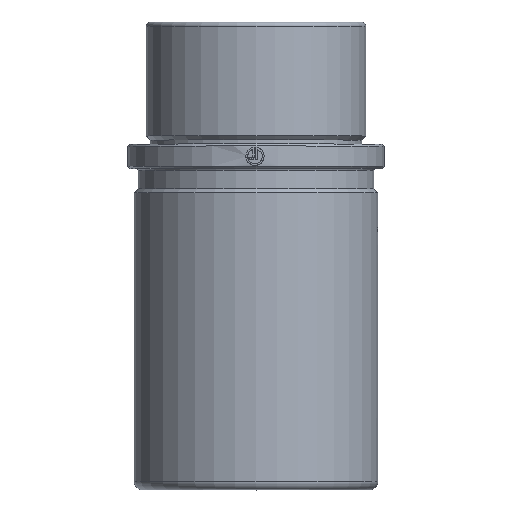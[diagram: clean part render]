
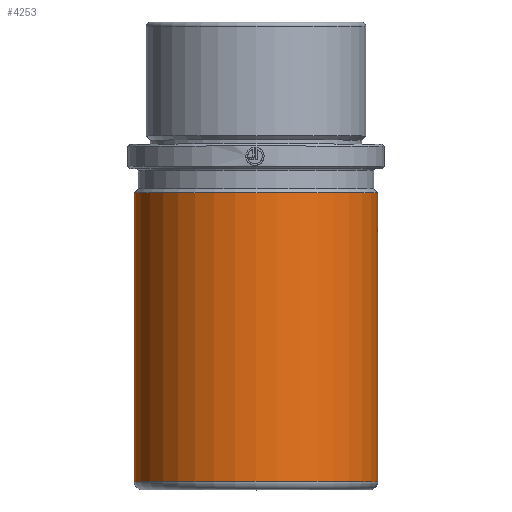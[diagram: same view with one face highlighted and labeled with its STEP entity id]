
A CAD part, top view. The second image highlights one B-rep face of the part: STEP entity #4253.
In plain terms, the highlighted cylindrical face has radius 30 mm (diameter 60 mm), a partial arc.
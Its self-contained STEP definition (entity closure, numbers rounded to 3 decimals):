
#121 = LINE ( 'NONE', #5961, #3078 ) ;
#237 = B_SPLINE_CURVE_WITH_KNOTS ( 'NONE', 3,
 ( #4532, #5147, #3429, #5259, #4557, #7703, #4016, #1571, #991, #1630, #3567, #5948, #477, #3483, #5279, #7835 ),
 .UNSPECIFIED., .F., .F.,
 ( 4, 2, 2, 2, 2, 2, 2, 4 ),
 ( 0.012, 0.012, 0.013, 0.013, 0.014, 0.014, 0.015, 0.016 ),
 .UNSPECIFIED. ) ;
#298 = ORIENTED_EDGE ( 'NONE', *, *, #5643, .T. ) ;
#299 = CARTESIAN_POINT ( 'NONE',  ( 29.897, 6.828, 2.484 ) ) ;
#477 = CARTESIAN_POINT ( 'NONE',  ( 29.916, 5.391, 2.246 ) ) ;
#572 = DIRECTION ( 'NONE',  ( 0., 1., 0. ) ) ;
#666 = EDGE_CURVE ( 'NONE', #951, #4779, #237, .T. ) ;
#949 = CARTESIAN_POINT ( 'NONE',  ( 29.98, 8.747, 1.107 ) ) ;
#951 = VERTEX_POINT ( 'NONE', #6284 ) ;
#991 = CARTESIAN_POINT ( 'NONE',  ( 29.955, 4.616, 1.652 ) ) ;
#1115 = CARTESIAN_POINT ( 'NONE',  ( 30., -55.5, 0. ) ) ;
#1298 = VERTEX_POINT ( 'NONE', #1115 ) ;
#1571 = CARTESIAN_POINT ( 'NONE',  ( 29.962, 4.511, 1.523 ) ) ;
#1630 = CARTESIAN_POINT ( 'NONE',  ( 29.941, 4.847, 1.882 ) ) ;
#1723 = DIRECTION ( 'NONE',  ( 0., 1., 0. ) ) ;
#2036 = VECTOR ( 'NONE', #1723, 1000. ) ;
#2088 = DIRECTION ( 'NONE',  ( 0., 1., 0. ) ) ;
#2095 = CARTESIAN_POINT ( 'NONE',  ( 30., 9., 0.163 ) ) ;
#2235 = CIRCLE ( 'NONE', #2564, 30. ) ;
#2490 = VERTEX_POINT ( 'NONE', #6435 ) ;
#2502 = ORIENTED_EDGE ( 'NONE', *, *, #2753, .T. ) ;
#2534 = CARTESIAN_POINT ( 'NONE',  ( 0., 0., 0. ) ) ;
#2564 = AXIS2_PLACEMENT_3D ( 'NONE', #6562, #7767, #4702 ) ;
#2753 = EDGE_CURVE ( 'NONE', #4779, #3677, #6547, .T. ) ;
#2757 = CARTESIAN_POINT ( 'NONE',  ( 29.934, 8.025, 1.988 ) ) ;
#2784 = CARTESIAN_POINT ( 'NONE',  ( 29.993, 8.92, 0.648 ) ) ;
#3078 = VECTOR ( 'NONE', #4625, 1000. ) ;
#3151 = DIRECTION ( 'NONE',  ( -1., 0., 0. ) ) ;
#3208 = EDGE_LOOP ( 'NONE', ( #6415, #298, #5841, #2502, #5476, #5860, #7840 ) ) ;
#3265 = VERTEX_POINT ( 'NONE', #6465 ) ;
#3268 = LINE ( 'NONE', #4129, #2036 ) ;
#3335 = CARTESIAN_POINT ( 'NONE',  ( 30., 9., 0. ) ) ;
#3416 = CARTESIAN_POINT ( 'NONE',  ( 29.902, 7.148, 2.42 ) ) ;
#3429 = CARTESIAN_POINT ( 'NONE',  ( 29.999, 4.016, 0.328 ) ) ;
#3483 = CARTESIAN_POINT ( 'NONE',  ( 29.901, 5.842, 2.434 ) ) ;
#3567 = CARTESIAN_POINT ( 'NONE',  ( 29.934, 4.973, 1.986 ) ) ;
#3677 = VERTEX_POINT ( 'NONE', #7121 ) ;
#3995 = AXIS2_PLACEMENT_3D ( 'NONE', #5775, #2088, #7655 ) ;
#4016 = CARTESIAN_POINT ( 'NONE',  ( 29.974, 4.33, 1.252 ) ) ;
#4029 = CARTESIAN_POINT ( 'NONE',  ( 29.974, 8.67, 1.252 ) ) ;
#4129 = CARTESIAN_POINT ( 'NONE',  ( 30., 0., 0. ) ) ;
#4253 = ADVANCED_FACE ( 'NONE', ( #7479 ), #4410, .T. ) ;
#4410 = CYLINDRICAL_SURFACE ( 'NONE', #5257, 30. ) ;
#4509 = VERTEX_POINT ( 'NONE', #7263 ) ;
#4519 = CARTESIAN_POINT ( 'NONE',  ( 29.916, 7.609, 2.246 ) ) ;
#4532 = CARTESIAN_POINT ( 'NONE',  ( 30., 4., 0. ) ) ;
#4557 = CARTESIAN_POINT ( 'NONE',  ( 29.99, 4.128, 0.806 ) ) ;
#4570 = CARTESIAN_POINT ( 'NONE',  ( 29.955, 8.384, 1.652 ) ) ;
#4625 = DIRECTION ( 'NONE',  ( 0., 1., 0. ) ) ;
#4627 = CARTESIAN_POINT ( 'NONE',  ( 29.99, 8.872, 0.806 ) ) ;
#4702 = DIRECTION ( 'NONE',  ( -1., 0., 0. ) ) ;
#4779 = VERTEX_POINT ( 'NONE', #5684 ) ;
#4851 = CARTESIAN_POINT ( 'NONE',  ( 30., 0., 0. ) ) ;
#4957 = CIRCLE ( 'NONE', #3995, 30. ) ;
#5147 = CARTESIAN_POINT ( 'NONE',  ( 30., 4., 0.165 ) ) ;
#5160 = CARTESIAN_POINT ( 'NONE',  ( 29.896, 6.5, 2.5 ) ) ;
#5244 = CARTESIAN_POINT ( 'NONE',  ( 29.999, 8.984, 0.325 ) ) ;
#5257 = AXIS2_PLACEMENT_3D ( 'NONE', #2534, #6782, #3151 ) ;
#5259 = CARTESIAN_POINT ( 'NONE',  ( 29.993, 4.08, 0.647 ) ) ;
#5279 = CARTESIAN_POINT ( 'NONE',  ( 29.896, 6.17, 2.5 ) ) ;
#5476 = ORIENTED_EDGE ( 'NONE', *, *, #5959, .T. ) ;
#5546 = EDGE_CURVE ( 'NONE', #3265, #1298, #2235, .T. ) ;
#5642 = LINE ( 'NONE', #4851, #6617 ) ;
#5643 = EDGE_CURVE ( 'NONE', #1298, #951, #3268, .T. ) ;
#5684 = CARTESIAN_POINT ( 'NONE',  ( 29.896, 6.5, 2.5 ) ) ;
#5775 = CARTESIAN_POINT ( 'NONE',  ( 0., 15.5, 0. ) ) ;
#5796 = EDGE_CURVE ( 'NONE', #3265, #2490, #121, .T. ) ;
#5841 = ORIENTED_EDGE ( 'NONE', *, *, #666, .T. ) ;
#5860 = ORIENTED_EDGE ( 'NONE', *, *, #7547, .F. ) ;
#5948 = CARTESIAN_POINT ( 'NONE',  ( 29.922, 5.245, 2.169 ) ) ;
#5959 = EDGE_CURVE ( 'NONE', #3677, #4509, #5642, .T. ) ;
#5961 = CARTESIAN_POINT ( 'NONE',  ( -30., 0., 0. ) ) ;
#6284 = CARTESIAN_POINT ( 'NONE',  ( 30., 4., 0. ) ) ;
#6415 = ORIENTED_EDGE ( 'NONE', *, *, #5546, .T. ) ;
#6435 = CARTESIAN_POINT ( 'NONE',  ( -30., 15.5, 0. ) ) ;
#6465 = CARTESIAN_POINT ( 'NONE',  ( -30., -55.5, 0. ) ) ;
#6547 = B_SPLINE_CURVE_WITH_KNOTS ( 'NONE', 3,
 ( #5160, #7077, #299, #3416, #7687, #4519, #7578, #2757, #7001, #4570, #7028, #4029, #949, #4627, #2784, #5244, #2095, #3335 ),
 .UNSPECIFIED., .F., .F.,
 ( 4, 2, 2, 2, 2, 2, 2, 2, 4 ),
 ( 0., 0., 0.001, 0.001, 0.002, 0.002, 0.003, 0.003, 0.004 ),
 .UNSPECIFIED. ) ;
#6562 = CARTESIAN_POINT ( 'NONE',  ( 0., -55.5, 0. ) ) ;
#6617 = VECTOR ( 'NONE', #572, 1000. ) ;
#6782 = DIRECTION ( 'NONE',  ( 0., 1., 0. ) ) ;
#7001 = CARTESIAN_POINT ( 'NONE',  ( 29.941, 8.153, 1.882 ) ) ;
#7028 = CARTESIAN_POINT ( 'NONE',  ( 29.961, 8.487, 1.526 ) ) ;
#7077 = CARTESIAN_POINT ( 'NONE',  ( 29.896, 6.665, 2.5 ) ) ;
#7121 = CARTESIAN_POINT ( 'NONE',  ( 30., 9., 0. ) ) ;
#7263 = CARTESIAN_POINT ( 'NONE',  ( 30., 15.5, 0. ) ) ;
#7479 = FACE_OUTER_BOUND ( 'NONE', #3208, .T. ) ;
#7547 = EDGE_CURVE ( 'NONE', #2490, #4509, #4957, .T. ) ;
#7578 = CARTESIAN_POINT ( 'NONE',  ( 29.922, 7.753, 2.17 ) ) ;
#7655 = DIRECTION ( 'NONE',  ( -1., 0., 0. ) ) ;
#7687 = CARTESIAN_POINT ( 'NONE',  ( 29.906, 7.306, 2.372 ) ) ;
#7703 = CARTESIAN_POINT ( 'NONE',  ( 29.98, 4.253, 1.108 ) ) ;
#7767 = DIRECTION ( 'NONE',  ( 0., 1., 0. ) ) ;
#7835 = CARTESIAN_POINT ( 'NONE',  ( 29.896, 6.5, 2.5 ) ) ;
#7840 = ORIENTED_EDGE ( 'NONE', *, *, #5796, .F. ) ;
